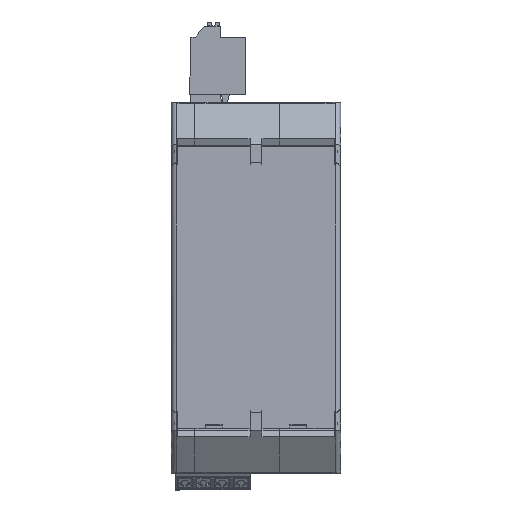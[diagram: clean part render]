
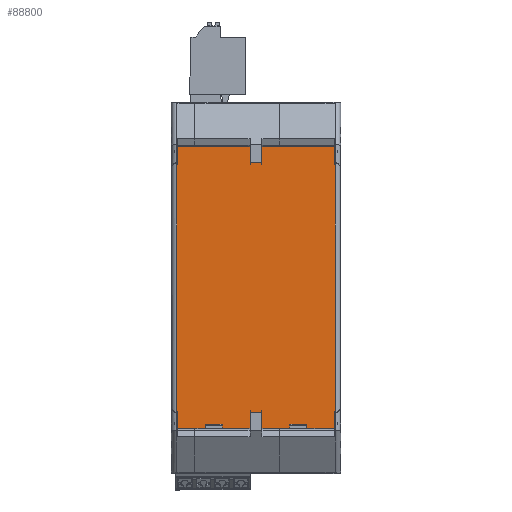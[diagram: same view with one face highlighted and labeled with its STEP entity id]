
A CAD part, top view. The second image highlights one B-rep face of the part: STEP entity #88800.
In plain terms, the highlighted face is planar.
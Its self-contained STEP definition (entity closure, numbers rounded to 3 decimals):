
#3911=PLANE('',#94109);
#9290=VECTOR('',#104383,1.);
#9332=VECTOR('',#104465,1.);
#9336=VECTOR('',#104470,1.);
#9338=VECTOR('',#104475,1.);
#9345=VECTOR('',#104489,1.);
#9353=VECTOR('',#104508,1.);
#9356=VECTOR('',#104512,1.);
#9359=VECTOR('',#104518,1.);
#9386=VECTOR('',#104561,1.);
#9391=VECTOR('',#104567,1.);
#9393=VECTOR('',#104572,1.);
#9395=VECTOR('',#104576,1.);
#9397=VECTOR('',#104579,1.);
#9398=VECTOR('',#104580,1.);
#9399=VECTOR('',#104581,1.);
#9400=VECTOR('',#104582,1.);
#9401=VECTOR('',#104583,1.);
#9402=VECTOR('',#104584,1.);
#9403=VECTOR('',#104585,1.);
#9404=VECTOR('',#104586,1.);
#9405=VECTOR('',#104587,1.);
#9406=VECTOR('',#104588,1.);
#9407=VECTOR('',#104589,1.);
#9408=VECTOR('',#104590,1.);
#9409=VECTOR('',#104591,1.);
#9410=VECTOR('',#104592,1.);
#9411=VECTOR('',#104593,1.);
#9412=VECTOR('',#104594,1.);
#19441=LINE('',#132079,#9290);
#19483=LINE('',#132181,#9332);
#19487=LINE('',#132189,#9336);
#19489=LINE('',#132195,#9338);
#19496=LINE('',#132211,#9345);
#19504=LINE('',#132233,#9353);
#19507=LINE('',#132239,#9356);
#19510=LINE('',#132247,#9359);
#19537=LINE('',#132303,#9386);
#19542=LINE('',#132311,#9391);
#19544=LINE('',#132316,#9393);
#19546=LINE('',#132321,#9395);
#19548=LINE('',#132324,#9397);
#19549=LINE('',#132326,#9398);
#19550=LINE('',#132328,#9399);
#19551=LINE('',#132330,#9400);
#19552=LINE('',#132332,#9401);
#19553=LINE('',#132333,#9402);
#19554=LINE('',#132335,#9403);
#19555=LINE('',#132337,#9404);
#19556=LINE('',#132339,#9405);
#19557=LINE('',#132341,#9406);
#19558=LINE('',#132343,#9407);
#19559=LINE('',#132345,#9408);
#19560=LINE('',#132346,#9409);
#19561=LINE('',#132348,#9410);
#19562=LINE('',#132349,#9411);
#19563=LINE('',#132351,#9412);
#29348=VERTEX_POINT('',#132078);
#29349=VERTEX_POINT('',#132080);
#29380=VERTEX_POINT('',#132182);
#29381=VERTEX_POINT('',#132183);
#29382=VERTEX_POINT('',#132188);
#29384=VERTEX_POINT('',#132194);
#29388=VERTEX_POINT('',#132210);
#29389=VERTEX_POINT('',#132212);
#29396=VERTEX_POINT('',#132234);
#29397=VERTEX_POINT('',#132235);
#29398=VERTEX_POINT('',#132240);
#29400=VERTEX_POINT('',#132246);
#29416=VERTEX_POINT('',#132304);
#29417=VERTEX_POINT('',#132310);
#29418=VERTEX_POINT('',#132312);
#29419=VERTEX_POINT('',#132320);
#29420=VERTEX_POINT('',#132325);
#29421=VERTEX_POINT('',#132327);
#29422=VERTEX_POINT('',#132329);
#29423=VERTEX_POINT('',#132331);
#29424=VERTEX_POINT('',#132334);
#29425=VERTEX_POINT('',#132336);
#29426=VERTEX_POINT('',#132338);
#29427=VERTEX_POINT('',#132340);
#29428=VERTEX_POINT('',#132342);
#29429=VERTEX_POINT('',#132344);
#29430=VERTEX_POINT('',#132347);
#29431=VERTEX_POINT('',#132350);
#40981=EDGE_CURVE('',#29349,#29348,#19441,.T.);
#41032=EDGE_CURVE('',#29380,#29381,#19483,.T.);
#41036=EDGE_CURVE('',#29381,#29382,#19487,.T.);
#41039=EDGE_CURVE('',#29382,#29384,#19489,.T.);
#41047=EDGE_CURVE('',#29389,#29388,#19496,.T.);
#41058=EDGE_CURVE('',#29396,#29397,#19504,.T.);
#41061=EDGE_CURVE('',#29397,#29398,#19507,.T.);
#41065=EDGE_CURVE('',#29398,#29400,#19510,.T.);
#41093=EDGE_CURVE('',#29416,#29349,#19537,.T.);
#41098=EDGE_CURVE('',#29417,#29418,#19542,.T.);
#41101=EDGE_CURVE('',#29416,#29417,#19544,.T.);
#41103=EDGE_CURVE('',#29419,#29348,#19546,.T.);
#41105=EDGE_CURVE('',#29400,#29420,#19548,.T.);
#41106=EDGE_CURVE('',#29420,#29421,#19549,.T.);
#41107=EDGE_CURVE('',#29421,#29422,#19550,.T.);
#41108=EDGE_CURVE('',#29422,#29423,#19551,.T.);
#41109=EDGE_CURVE('',#29423,#29418,#19552,.T.);
#41110=EDGE_CURVE('',#29419,#29424,#19553,.T.);
#41111=EDGE_CURVE('',#29424,#29425,#19554,.T.);
#41112=EDGE_CURVE('',#29425,#29426,#19555,.T.);
#41113=EDGE_CURVE('',#29426,#29427,#19556,.T.);
#41114=EDGE_CURVE('',#29427,#29428,#19557,.T.);
#41115=EDGE_CURVE('',#29428,#29429,#19558,.T.);
#41116=EDGE_CURVE('',#29429,#29380,#19559,.T.);
#41117=EDGE_CURVE('',#29384,#29430,#19560,.T.);
#41118=EDGE_CURVE('',#29430,#29389,#19561,.T.);
#41119=EDGE_CURVE('',#29388,#29431,#19562,.T.);
#41120=EDGE_CURVE('',#29431,#29396,#19563,.T.);
#58659=ORIENTED_EDGE('',*,*,#41061,.T.);
#58660=ORIENTED_EDGE('',*,*,#41065,.T.);
#58661=ORIENTED_EDGE('',*,*,#41105,.T.);
#58662=ORIENTED_EDGE('',*,*,#41106,.T.);
#58663=ORIENTED_EDGE('',*,*,#41107,.T.);
#58664=ORIENTED_EDGE('',*,*,#41108,.T.);
#58665=ORIENTED_EDGE('',*,*,#41109,.T.);
#58666=ORIENTED_EDGE('',*,*,#41098,.F.);
#58667=ORIENTED_EDGE('',*,*,#41101,.F.);
#58668=ORIENTED_EDGE('',*,*,#41093,.T.);
#58669=ORIENTED_EDGE('',*,*,#40981,.T.);
#58670=ORIENTED_EDGE('',*,*,#41103,.F.);
#58671=ORIENTED_EDGE('',*,*,#41110,.T.);
#58672=ORIENTED_EDGE('',*,*,#41111,.T.);
#58673=ORIENTED_EDGE('',*,*,#41112,.T.);
#58674=ORIENTED_EDGE('',*,*,#41113,.T.);
#58675=ORIENTED_EDGE('',*,*,#41114,.T.);
#58676=ORIENTED_EDGE('',*,*,#41115,.T.);
#58677=ORIENTED_EDGE('',*,*,#41116,.T.);
#58678=ORIENTED_EDGE('',*,*,#41032,.T.);
#58679=ORIENTED_EDGE('',*,*,#41036,.T.);
#58680=ORIENTED_EDGE('',*,*,#41039,.T.);
#58681=ORIENTED_EDGE('',*,*,#41117,.T.);
#58682=ORIENTED_EDGE('',*,*,#41118,.T.);
#58683=ORIENTED_EDGE('',*,*,#41047,.T.);
#58684=ORIENTED_EDGE('',*,*,#41119,.T.);
#58685=ORIENTED_EDGE('',*,*,#41120,.T.);
#58686=ORIENTED_EDGE('',*,*,#41058,.T.);
#78672=EDGE_LOOP('',(#58659,#58660,#58661,#58662,#58663,#58664,#58665,#58666,
#58667,#58668,#58669,#58670,#58671,#58672,#58673,#58674,#58675,#58676,#58677,
#58678,#58679,#58680,#58681,#58682,#58683,#58684,#58685,#58686));
#83801=FACE_BOUND('',#78672,.T.);
#88800=ADVANCED_FACE('',(#83801),#3911,.T.);
#94109=AXIS2_PLACEMENT_3D('',#132323,#104578,$);
#104383=DIRECTION('',(0.,0.,1.));
#104465=DIRECTION('',(-1.,0.,0.));
#104470=DIRECTION('',(0.,0.,-1.));
#104475=DIRECTION('',(1.,0.,0.));
#104489=DIRECTION('',(0.,0.,-1.));
#104508=DIRECTION('',(-1.,0.,0.));
#104512=DIRECTION('',(0.,0.,-1.));
#104518=DIRECTION('',(1.,0.,0.));
#104561=DIRECTION('',(1.,0.,0.));
#104567=DIRECTION('',(1.,0.,0.));
#104572=DIRECTION('',(0.,0.,-1.));
#104576=DIRECTION('',(1.,0.,0.));
#104578=DIRECTION('',(0.,1.,0.));
#104579=DIRECTION('',(0.,0.,-1.));
#104580=DIRECTION('',(-1.,0.,0.));
#104581=DIRECTION('',(0.,0.,-1.));
#104582=DIRECTION('',(-1.,0.,0.));
#104583=DIRECTION('',(0.,0.,1.));
#104584=DIRECTION('',(0.,0.,1.));
#104585=DIRECTION('',(1.,0.,0.));
#104586=DIRECTION('',(0.,0.,1.));
#104587=DIRECTION('',(1.,0.,0.));
#104588=DIRECTION('',(0.,0.,-1.));
#104589=DIRECTION('',(1.,0.,0.));
#104590=DIRECTION('',(0.,0.,-1.));
#104591=DIRECTION('',(0.,0.,-1.));
#104592=DIRECTION('',(-1.,0.,0.));
#104593=DIRECTION('',(1.,0.,0.));
#104594=DIRECTION('',(0.,0.,-1.));
#132078=CARTESIAN_POINT('',(-33.32,107.,24.2));
#132079=CARTESIAN_POINT('',(-33.32,107.,21.));
#132080=CARTESIAN_POINT('',(-33.32,107.,21.));
#132181=CARTESIAN_POINT('',(37.554,107.,36.15));
#132182=CARTESIAN_POINT('',(37.554,107.,36.15));
#132183=CARTESIAN_POINT('',(36.5,107.,36.15));
#132188=CARTESIAN_POINT('',(36.5,107.,31.65));
#132189=CARTESIAN_POINT('',(36.5,107.,36.15));
#132194=CARTESIAN_POINT('',(37.554,107.,31.65));
#132195=CARTESIAN_POINT('',(36.5,107.,31.65));
#132210=CARTESIAN_POINT('',(33.32,107.,21.));
#132211=CARTESIAN_POINT('',(33.32,107.,24.2));
#132212=CARTESIAN_POINT('',(33.32,107.,24.2));
#132233=CARTESIAN_POINT('',(37.554,107.,13.55));
#132234=CARTESIAN_POINT('',(37.554,107.,13.55));
#132235=CARTESIAN_POINT('',(36.5,107.,13.55));
#132239=CARTESIAN_POINT('',(36.5,107.,13.55));
#132240=CARTESIAN_POINT('',(36.5,107.,9.05));
#132246=CARTESIAN_POINT('',(37.554,107.,9.05));
#132247=CARTESIAN_POINT('',(36.5,107.,9.05));
#132303=CARTESIAN_POINT('',(-37.554,107.,21.));
#132304=CARTESIAN_POINT('',(-37.554,107.,21.));
#132310=CARTESIAN_POINT('',(-37.554,107.,1.65));
#132311=CARTESIAN_POINT('',(-37.554,107.,1.65));
#132312=CARTESIAN_POINT('',(-33.32,107.,1.65));
#132316=CARTESIAN_POINT('',(-37.554,107.,21.));
#132320=CARTESIAN_POINT('',(-37.554,107.,24.2));
#132321=CARTESIAN_POINT('',(-37.554,107.,24.2));
#132323=CARTESIAN_POINT('',(-37.2,107.,25.628));
#132324=CARTESIAN_POINT('',(37.554,107.,9.05));
#132325=CARTESIAN_POINT('',(37.554,107.,1.65));
#132326=CARTESIAN_POINT('',(37.554,107.,1.65));
#132327=CARTESIAN_POINT('',(33.32,107.,1.65));
#132328=CARTESIAN_POINT('',(33.32,107.,1.65));
#132329=CARTESIAN_POINT('',(33.32,107.,1.5));
#132330=CARTESIAN_POINT('',(33.32,107.,1.5));
#132331=CARTESIAN_POINT('',(-33.32,107.,1.5));
#132332=CARTESIAN_POINT('',(-33.32,107.,1.5));
#132333=CARTESIAN_POINT('',(-37.554,107.,24.2));
#132334=CARTESIAN_POINT('',(-37.554,107.,43.55));
#132335=CARTESIAN_POINT('',(-37.554,107.,43.55));
#132336=CARTESIAN_POINT('',(-33.32,107.,43.55));
#132337=CARTESIAN_POINT('',(-33.32,107.,43.55));
#132338=CARTESIAN_POINT('',(-33.32,107.,43.7));
#132339=CARTESIAN_POINT('',(-33.32,107.,43.7));
#132340=CARTESIAN_POINT('',(33.32,107.,43.7));
#132341=CARTESIAN_POINT('',(33.32,107.,43.7));
#132342=CARTESIAN_POINT('',(33.32,107.,43.55));
#132343=CARTESIAN_POINT('',(33.32,107.,43.55));
#132344=CARTESIAN_POINT('',(37.554,107.,43.55));
#132345=CARTESIAN_POINT('',(37.554,107.,43.55));
#132346=CARTESIAN_POINT('',(37.554,107.,31.65));
#132347=CARTESIAN_POINT('',(37.554,107.,24.2));
#132348=CARTESIAN_POINT('',(37.554,107.,24.2));
#132349=CARTESIAN_POINT('',(33.32,107.,21.));
#132350=CARTESIAN_POINT('',(37.554,107.,21.));
#132351=CARTESIAN_POINT('',(37.554,107.,21.));
